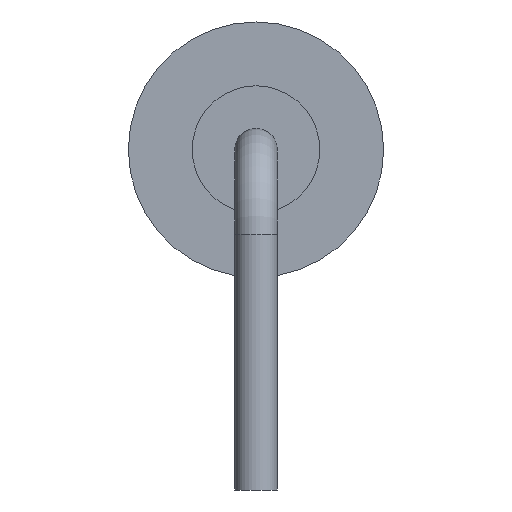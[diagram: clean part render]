
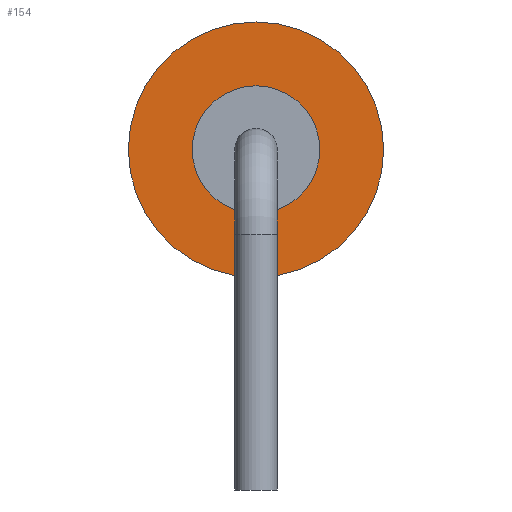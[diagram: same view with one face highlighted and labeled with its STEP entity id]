
A CAD part, front view. The second image highlights one B-rep face of the part: STEP entity #154.
In plain terms, the highlighted planar face has unit normal (0, -1, 0).
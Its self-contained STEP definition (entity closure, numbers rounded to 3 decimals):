
#134 = VERTEX_POINT('',#135);
#135 = CARTESIAN_POINT('',(-0.75,6.,1.5));
#141 = EDGE_CURVE('',#134,#134,#142,.T.);
#142 = CIRCLE('',#143,0.75);
#143 = AXIS2_PLACEMENT_3D('',#144,#145,#146);
#144 = CARTESIAN_POINT('',(0.,6.,1.5));
#145 = DIRECTION('',(0.,1.,-0.));
#146 = DIRECTION('',(-1.,0.,0.));
#154 = ADVANCED_FACE('',(#155,#166),#169,.F.);
#155 = FACE_BOUND('',#156,.F.);
#156 = EDGE_LOOP('',(#157));
#157 = ORIENTED_EDGE('',*,*,#158,.T.);
#158 = EDGE_CURVE('',#159,#159,#161,.T.);
#159 = VERTEX_POINT('',#160);
#160 = CARTESIAN_POINT('',(-1.5,6.,1.5));
#161 = CIRCLE('',#162,1.5);
#162 = AXIS2_PLACEMENT_3D('',#163,#164,#165);
#163 = CARTESIAN_POINT('',(0.,6.,1.5));
#164 = DIRECTION('',(0.,1.,-0.));
#165 = DIRECTION('',(-1.,0.,0.));
#166 = FACE_BOUND('',#167,.F.);
#167 = EDGE_LOOP('',(#168));
#168 = ORIENTED_EDGE('',*,*,#141,.F.);
#169 = PLANE('',#170);
#170 = AXIS2_PLACEMENT_3D('',#171,#172,#173);
#171 = CARTESIAN_POINT('',(0.,6.,1.5));
#172 = DIRECTION('',(0.,1.,0.));
#173 = DIRECTION('',(0.,0.,1.));
